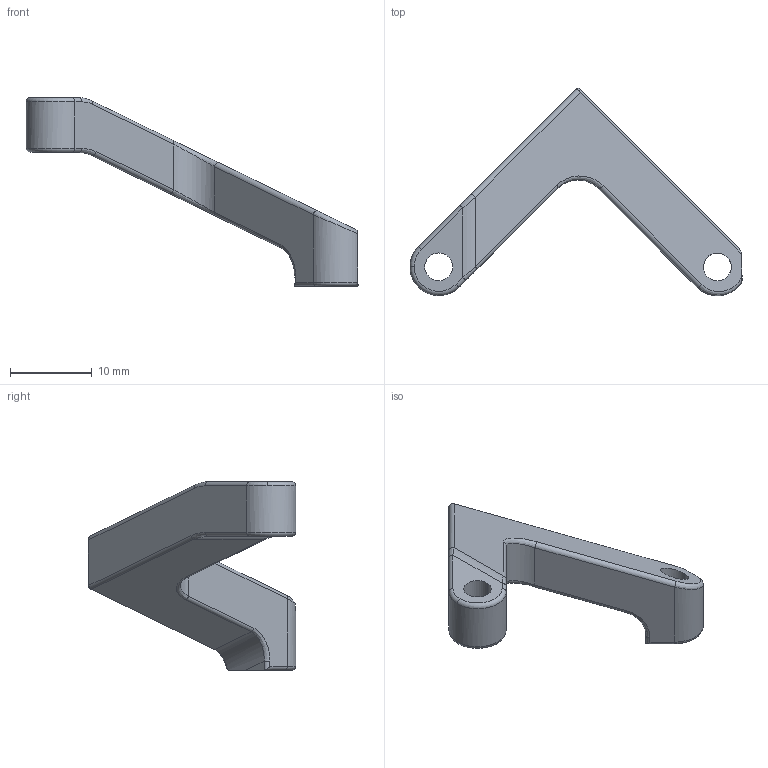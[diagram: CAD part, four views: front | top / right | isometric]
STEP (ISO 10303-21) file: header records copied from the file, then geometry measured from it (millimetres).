
FILE_DESCRIPTION (( 'STEP AP214' ), '1' );
FILE_NAME ('PSU-clip-R_to_octopus^psu_octopus_spider_and_pi_mount.STEP', '2021-09-06T13:01:45', ( '' ), ( '' ), 'SwSTEP 2.0', 'SolidWorks 2021', '' );
FILE_SCHEMA (( 'AUTOMOTIVE_DESIGN' ));
Length unit declared in the file: millimetre
Products named in the file (1): PSU-clip-R_to_octopus^psu_octopus_spider_and_pi_mount
Bounding box: 40.5 x 25.3 x 23 mm (x, y, z)
Volume: 2393.7 mm3; surface area: 1729.5 mm2
Topology: 1 solids, 1 shells, 58 faces, 137 edges, 82 vertices
Faces by surface type: cylinder 25, plane 16, bspline 12, torus 4, cone 1
Entity records: 2081 total; most frequent: CARTESIAN_POINT 824, ORIENTED_EDGE 274, DIRECTION 232, EDGE_CURVE 137, AXIS2_PLACEMENT_3D 88, VERTEX_POINT 82, EDGE_LOOP 63, ADVANCED_FACE 58
